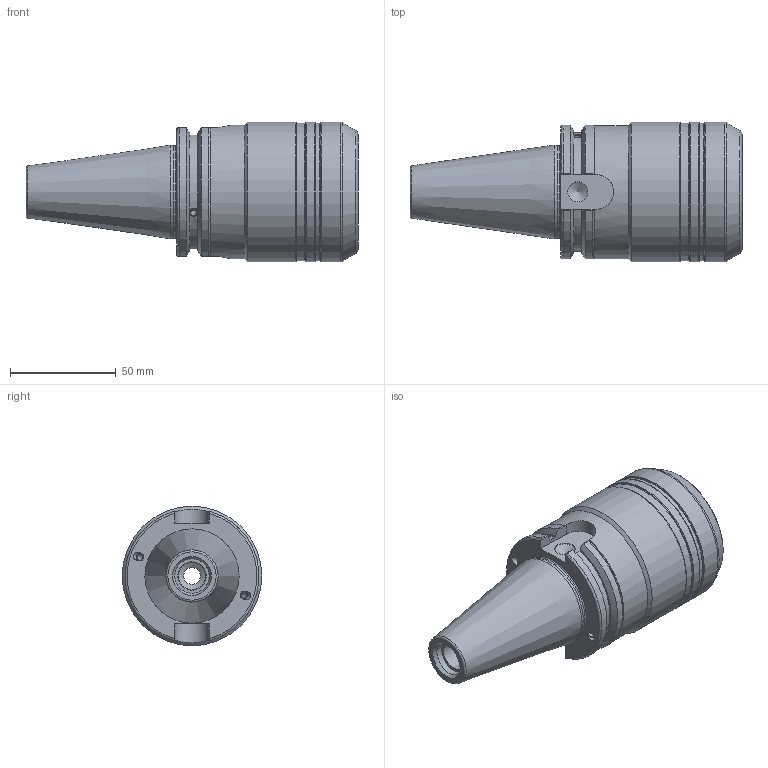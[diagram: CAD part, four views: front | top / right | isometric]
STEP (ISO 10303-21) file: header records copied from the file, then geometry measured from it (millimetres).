
FILE_DESCRIPTION(/* description */ (''),/* implementation_level */ '2;1');
FILE_NAME(/* name */ 'WK024SNR.stp',/* time_stamp */ '2020-12-17T08:22:38+09:00',/* author */ ('eos'),/* organization */ (''),/* preprocessor_version */ 'ST-DEVELOPER v18.1',/* originating_system */ 'Autodesk Inventor 2020',/* authorisation */ '');
FILE_SCHEMA (('AUTOMOTIVE_DESIGN { 1 0 10303 214 3 1 1 }'));
Length unit declared in the file: millimetre
Products named in the file (1): CAT50
Bounding box: 157.15 x 66 x 66 mm (x, y, z)
Volume: 297963.2 mm3; surface area: 40629.2 mm2
Topology: 1 solids, 1 shells, 108 faces, 348 edges, 244 vertices
Faces by surface type: cylinder 37, plane 35, cone 19, torus 17
Full cylindrical faces by diameter (mm): 3.242 x8, 4 x2, 4.2 x2, 8 x1, 9.525 x1, 13 x1, 13.386 x1, 14.917 x1, 16.3 x1, 25.4 x1, 25.8 x1, 43.6 x1, 63 x1, 65 x2, 66 x3
Entity records: 4277 total; most frequent: CARTESIAN_POINT 1048, DIRECTION 708, ORIENTED_EDGE 690, EDGE_CURVE 345, AXIS2_PLACEMENT_3D 302, VERTEX_POINT 244, CIRCLE 175, EDGE_LOOP 123
